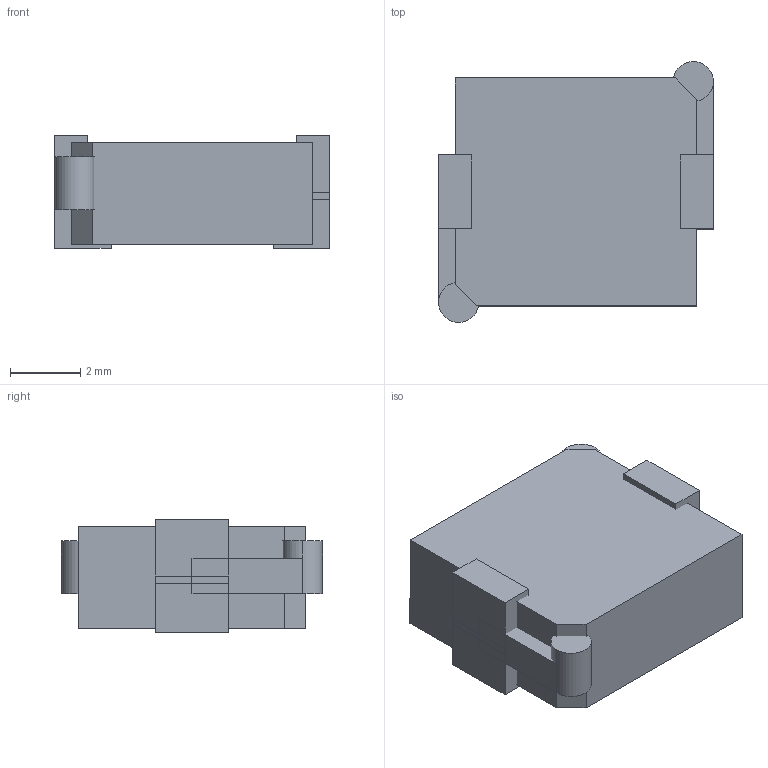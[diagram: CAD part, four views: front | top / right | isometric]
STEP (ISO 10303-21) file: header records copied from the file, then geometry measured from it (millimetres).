
FILE_DESCRIPTION (( 'STEP AP214' ), '1' );
FILE_NAME ('User Library-srp7030.STEP', '2017-12-21T01:36:54', ( '' ), ( '' ), 'SwSTEP 2.0', 'SolidWorks 2018', '' );
FILE_SCHEMA (( 'AUTOMOTIVE_DESIGN' ));
Length unit declared in the file: millimetre
Products named in the file (14): User Library-srp7030_Cylinder; User Library-srp7030_Extruded; User Library-srp7030_Extruded_4; User Library-srp7030_Extruded_5; User Library-srp7030_725094224; User Library-srp7030_889726064; User Library-srp7030; User Library-srp7030_Free-Models; User Library-srp7030_724794288; User Library-srp7030_881272648; User Library-srp7030_889729776; User Library-srp7030_Extruded_3; User Library-srp7030_Extruded_2; User Library-srp7030_889727472
Assembly tree (16 placements, depth 4):
  User Library-srp7030
    User Library-srp7030_Free-Models
      User Library-srp7030_725094224  x2
        User Library-srp7030_Extruded
      User Library-srp7030_724794288  x2
        User Library-srp7030_Extruded_2
      User Library-srp7030_889729776
        User Library-srp7030_Extruded_3
      User Library-srp7030_889726064
        User Library-srp7030_Extruded_4
      User Library-srp7030_889727472
        User Library-srp7030_Extruded_5
      User Library-srp7030_881272648  x2
        User Library-srp7030_Cylinder
Bounding box: 7.8 x 7.41 x 3.2 mm (x, y, z)
Volume: 156.6 mm3; surface area: 277.7 mm2
Topology: 9 solids, 9 shells, 52 faces, 102 edges, 68 vertices
Faces by surface type: plane 48, cylinder 4
Entity records: 1808 total; most frequent: DIRECTION 200, CARTESIAN_POINT 182, ORIENTED_EDGE 144, EDGE_CURVE 72, VECTOR 68, LINE 68, AXIS2_PLACEMENT_3D 66, UNCERTAINTY_MEASURE_WITH_UNIT 62
